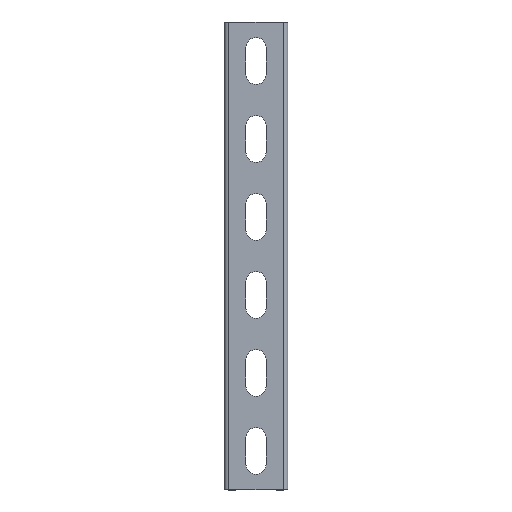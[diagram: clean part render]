
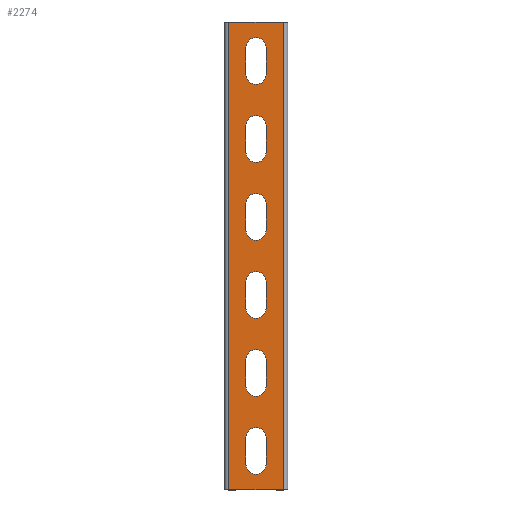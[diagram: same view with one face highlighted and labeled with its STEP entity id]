
A CAD part, top view. The second image highlights one B-rep face of the part: STEP entity #2274.
In plain terms, the highlighted planar face has unit normal (0, 0, 1).
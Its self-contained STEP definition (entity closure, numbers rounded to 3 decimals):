
#389=DIRECTION('',(0.,-1.,0.));
#390=VECTOR('',#389,300.);
#391=CARTESIAN_POINT('',(17.5,150.,20.5));
#392=LINE('',#391,#390);
#393=DIRECTION('',(0.,-1.,0.));
#394=VECTOR('',#393,300.);
#395=CARTESIAN_POINT('',(-17.5,150.,20.5));
#396=LINE('',#395,#394);
#397=DIRECTION('',(0.,-1.,0.));
#398=VECTOR('',#397,17.);
#399=CARTESIAN_POINT('',(-6.5,-116.5,20.5));
#400=LINE('',#399,#398);
#401=CARTESIAN_POINT('',(0.,-133.5,20.5));
#402=DIRECTION('',(0.,0.,-1.));
#403=DIRECTION('',(1.,0.,0.));
#404=AXIS2_PLACEMENT_3D('',#401,#402,#403);
#406=DIRECTION('',(0.,1.,0.));
#407=VECTOR('',#406,17.);
#408=CARTESIAN_POINT('',(6.5,-133.5,20.5));
#409=LINE('',#408,#407);
#410=CARTESIAN_POINT('',(0.,-116.5,20.5));
#411=DIRECTION('',(0.,0.,-1.));
#412=DIRECTION('',(-1.,0.,0.));
#413=AXIS2_PLACEMENT_3D('',#410,#411,#412);
#415=DIRECTION('',(0.,-1.,0.));
#416=VECTOR('',#415,17.);
#417=CARTESIAN_POINT('',(-6.5,-66.5,20.5));
#418=LINE('',#417,#416);
#419=CARTESIAN_POINT('',(0.,-83.5,20.5));
#420=DIRECTION('',(0.,0.,-1.));
#421=DIRECTION('',(1.,0.,0.));
#422=AXIS2_PLACEMENT_3D('',#419,#420,#421);
#424=DIRECTION('',(0.,1.,0.));
#425=VECTOR('',#424,17.);
#426=CARTESIAN_POINT('',(6.5,-83.5,20.5));
#427=LINE('',#426,#425);
#428=CARTESIAN_POINT('',(0.,-66.5,20.5));
#429=DIRECTION('',(0.,0.,-1.));
#430=DIRECTION('',(-1.,0.,0.));
#431=AXIS2_PLACEMENT_3D('',#428,#429,#430);
#433=DIRECTION('',(0.,-1.,0.));
#434=VECTOR('',#433,17.);
#435=CARTESIAN_POINT('',(-6.5,-16.5,20.5));
#436=LINE('',#435,#434);
#437=CARTESIAN_POINT('',(0.,-33.5,20.5));
#438=DIRECTION('',(0.,0.,-1.));
#439=DIRECTION('',(1.,0.,0.));
#440=AXIS2_PLACEMENT_3D('',#437,#438,#439);
#442=DIRECTION('',(0.,1.,0.));
#443=VECTOR('',#442,17.);
#444=CARTESIAN_POINT('',(6.5,-33.5,20.5));
#445=LINE('',#444,#443);
#446=CARTESIAN_POINT('',(0.,-16.5,20.5));
#447=DIRECTION('',(0.,0.,-1.));
#448=DIRECTION('',(-1.,0.,0.));
#449=AXIS2_PLACEMENT_3D('',#446,#447,#448);
#451=DIRECTION('',(0.,-1.,0.));
#452=VECTOR('',#451,17.);
#453=CARTESIAN_POINT('',(-6.5,33.5,20.5));
#454=LINE('',#453,#452);
#455=CARTESIAN_POINT('',(0.,16.5,20.5));
#456=DIRECTION('',(0.,0.,-1.));
#457=DIRECTION('',(1.,0.,0.));
#458=AXIS2_PLACEMENT_3D('',#455,#456,#457);
#460=DIRECTION('',(0.,1.,0.));
#461=VECTOR('',#460,17.);
#462=CARTESIAN_POINT('',(6.5,16.5,20.5));
#463=LINE('',#462,#461);
#464=CARTESIAN_POINT('',(0.,33.5,20.5));
#465=DIRECTION('',(0.,0.,-1.));
#466=DIRECTION('',(-1.,0.,0.));
#467=AXIS2_PLACEMENT_3D('',#464,#465,#466);
#469=DIRECTION('',(0.,-1.,0.));
#470=VECTOR('',#469,17.);
#471=CARTESIAN_POINT('',(-6.5,83.5,20.5));
#472=LINE('',#471,#470);
#473=CARTESIAN_POINT('',(0.,66.5,20.5));
#474=DIRECTION('',(0.,0.,-1.));
#475=DIRECTION('',(1.,0.,0.));
#476=AXIS2_PLACEMENT_3D('',#473,#474,#475);
#478=DIRECTION('',(0.,1.,0.));
#479=VECTOR('',#478,17.);
#480=CARTESIAN_POINT('',(6.5,66.5,20.5));
#481=LINE('',#480,#479);
#482=CARTESIAN_POINT('',(0.,83.5,20.5));
#483=DIRECTION('',(0.,0.,-1.));
#484=DIRECTION('',(-1.,0.,0.));
#485=AXIS2_PLACEMENT_3D('',#482,#483,#484);
#487=DIRECTION('',(0.,-1.,0.));
#488=VECTOR('',#487,17.);
#489=CARTESIAN_POINT('',(-6.5,133.5,20.5));
#490=LINE('',#489,#488);
#491=CARTESIAN_POINT('',(0.,116.5,20.5));
#492=DIRECTION('',(0.,0.,-1.));
#493=DIRECTION('',(1.,0.,0.));
#494=AXIS2_PLACEMENT_3D('',#491,#492,#493);
#496=DIRECTION('',(0.,1.,0.));
#497=VECTOR('',#496,17.);
#498=CARTESIAN_POINT('',(6.5,116.5,20.5));
#499=LINE('',#498,#497);
#500=CARTESIAN_POINT('',(0.,133.5,20.5));
#501=DIRECTION('',(0.,0.,-1.));
#502=DIRECTION('',(-1.,0.,0.));
#503=AXIS2_PLACEMENT_3D('',#500,#501,#502);
#513=DIRECTION('',(1.,0.,0.));
#514=VECTOR('',#513,35.);
#515=CARTESIAN_POINT('',(-17.5,-150.,20.5));
#516=LINE('',#515,#514);
#655=DIRECTION('',(1.,0.,0.));
#656=VECTOR('',#655,35.);
#657=CARTESIAN_POINT('',(-17.5,150.,20.5));
#658=LINE('',#657,#656);
#1425=CARTESIAN_POINT('',(17.5,150.,20.5));
#1426=CARTESIAN_POINT('',(17.5,-150.,20.5));
#1427=VERTEX_POINT('',#1425);
#1428=VERTEX_POINT('',#1426);
#1437=CARTESIAN_POINT('',(-17.5,150.,20.5));
#1438=CARTESIAN_POINT('',(-17.5,-150.,20.5));
#1439=VERTEX_POINT('',#1437);
#1440=VERTEX_POINT('',#1438);
#1505=CARTESIAN_POINT('',(-6.5,-116.5,20.5));
#1506=CARTESIAN_POINT('',(-6.5,-133.5,20.5));
#1507=VERTEX_POINT('',#1505);
#1508=VERTEX_POINT('',#1506);
#1509=CARTESIAN_POINT('',(6.5,-133.5,20.5));
#1510=VERTEX_POINT('',#1509);
#1511=CARTESIAN_POINT('',(6.5,-116.5,20.5));
#1512=VERTEX_POINT('',#1511);
#1521=CARTESIAN_POINT('',(-6.5,-66.5,20.5));
#1522=CARTESIAN_POINT('',(-6.5,-83.5,20.5));
#1523=VERTEX_POINT('',#1521);
#1524=VERTEX_POINT('',#1522);
#1525=CARTESIAN_POINT('',(6.5,-83.5,20.5));
#1526=VERTEX_POINT('',#1525);
#1527=CARTESIAN_POINT('',(6.5,-66.5,20.5));
#1528=VERTEX_POINT('',#1527);
#1537=CARTESIAN_POINT('',(-6.5,-16.5,20.5));
#1538=CARTESIAN_POINT('',(-6.5,-33.5,20.5));
#1539=VERTEX_POINT('',#1537);
#1540=VERTEX_POINT('',#1538);
#1541=CARTESIAN_POINT('',(6.5,-33.5,20.5));
#1542=VERTEX_POINT('',#1541);
#1543=CARTESIAN_POINT('',(6.5,-16.5,20.5));
#1544=VERTEX_POINT('',#1543);
#1553=CARTESIAN_POINT('',(-6.5,33.5,20.5));
#1554=CARTESIAN_POINT('',(-6.5,16.5,20.5));
#1555=VERTEX_POINT('',#1553);
#1556=VERTEX_POINT('',#1554);
#1557=CARTESIAN_POINT('',(6.5,16.5,20.5));
#1558=VERTEX_POINT('',#1557);
#1559=CARTESIAN_POINT('',(6.5,33.5,20.5));
#1560=VERTEX_POINT('',#1559);
#1697=CARTESIAN_POINT('',(-6.5,83.5,20.5));
#1698=CARTESIAN_POINT('',(-6.5,66.5,20.5));
#1699=VERTEX_POINT('',#1697);
#1700=VERTEX_POINT('',#1698);
#1701=CARTESIAN_POINT('',(6.5,66.5,20.5));
#1702=VERTEX_POINT('',#1701);
#1703=CARTESIAN_POINT('',(6.5,83.5,20.5));
#1704=VERTEX_POINT('',#1703);
#1713=CARTESIAN_POINT('',(-6.5,133.5,20.5));
#1714=CARTESIAN_POINT('',(-6.5,116.5,20.5));
#1715=VERTEX_POINT('',#1713);
#1716=VERTEX_POINT('',#1714);
#1717=CARTESIAN_POINT('',(6.5,116.5,20.5));
#1718=VERTEX_POINT('',#1717);
#1719=CARTESIAN_POINT('',(6.5,133.5,20.5));
#1720=VERTEX_POINT('',#1719);
#2200=CARTESIAN_POINT('',(-20.5,-150.,20.5));
#2201=DIRECTION('',(0.,0.,1.));
#2202=DIRECTION('',(1.,0.,0.));
#2203=AXIS2_PLACEMENT_3D('',#2200,#2201,#2202);
#2204=PLANE('',#2203);
#2205=ORIENTED_EDGE('',*,*,#2191,.T.);
#2207=ORIENTED_EDGE('',*,*,#2206,.F.);
#2209=ORIENTED_EDGE('',*,*,#2208,.F.);
#2211=ORIENTED_EDGE('',*,*,#2210,.T.);
#2212=EDGE_LOOP('',(#2205,#2207,#2209,#2211));
#2213=FACE_OUTER_BOUND('',#2212,.F.);
#2215=ORIENTED_EDGE('',*,*,#2214,.T.);
#2217=ORIENTED_EDGE('',*,*,#2216,.F.);
#2219=ORIENTED_EDGE('',*,*,#2218,.T.);
#2221=ORIENTED_EDGE('',*,*,#2220,.F.);
#2222=EDGE_LOOP('',(#2215,#2217,#2219,#2221));
#2223=FACE_BOUND('',#2222,.F.);
#2225=ORIENTED_EDGE('',*,*,#2224,.T.);
#2227=ORIENTED_EDGE('',*,*,#2226,.F.);
#2229=ORIENTED_EDGE('',*,*,#2228,.T.);
#2231=ORIENTED_EDGE('',*,*,#2230,.F.);
#2232=EDGE_LOOP('',(#2225,#2227,#2229,#2231));
#2233=FACE_BOUND('',#2232,.F.);
#2235=ORIENTED_EDGE('',*,*,#2234,.T.);
#2237=ORIENTED_EDGE('',*,*,#2236,.F.);
#2239=ORIENTED_EDGE('',*,*,#2238,.T.);
#2241=ORIENTED_EDGE('',*,*,#2240,.F.);
#2242=EDGE_LOOP('',(#2235,#2237,#2239,#2241));
#2243=FACE_BOUND('',#2242,.F.);
#2245=ORIENTED_EDGE('',*,*,#2244,.T.);
#2247=ORIENTED_EDGE('',*,*,#2246,.F.);
#2249=ORIENTED_EDGE('',*,*,#2248,.T.);
#2251=ORIENTED_EDGE('',*,*,#2250,.F.);
#2252=EDGE_LOOP('',(#2245,#2247,#2249,#2251));
#2253=FACE_BOUND('',#2252,.F.);
#2255=ORIENTED_EDGE('',*,*,#2254,.T.);
#2257=ORIENTED_EDGE('',*,*,#2256,.F.);
#2259=ORIENTED_EDGE('',*,*,#2258,.T.);
#2261=ORIENTED_EDGE('',*,*,#2260,.F.);
#2262=EDGE_LOOP('',(#2255,#2257,#2259,#2261));
#2263=FACE_BOUND('',#2262,.F.);
#2265=ORIENTED_EDGE('',*,*,#2264,.T.);
#2267=ORIENTED_EDGE('',*,*,#2266,.F.);
#2269=ORIENTED_EDGE('',*,*,#2268,.T.);
#2271=ORIENTED_EDGE('',*,*,#2270,.F.);
#2272=EDGE_LOOP('',(#2265,#2267,#2269,#2271));
#2273=FACE_BOUND('',#2272,.F.);
#2274=ADVANCED_FACE('',(#2213,#2223,#2233,#2243,#2253,#2263,#2273),#2204,.T.);
#405=CIRCLE('',#404,6.5);
#414=CIRCLE('',#413,6.5);
#423=CIRCLE('',#422,6.5);
#432=CIRCLE('',#431,6.5);
#441=CIRCLE('',#440,6.5);
#450=CIRCLE('',#449,6.5);
#459=CIRCLE('',#458,6.5);
#468=CIRCLE('',#467,6.5);
#477=CIRCLE('',#476,6.5);
#486=CIRCLE('',#485,6.5);
#495=CIRCLE('',#494,6.5);
#504=CIRCLE('',#503,6.5);
#2191=EDGE_CURVE('',#1427,#1428,#392,.T.);
#2206=EDGE_CURVE('',#1440,#1428,#516,.T.);
#2208=EDGE_CURVE('',#1439,#1440,#396,.T.);
#2210=EDGE_CURVE('',#1439,#1427,#658,.T.);
#2214=EDGE_CURVE('',#1507,#1508,#400,.T.);
#2216=EDGE_CURVE('',#1510,#1508,#405,.T.);
#2218=EDGE_CURVE('',#1510,#1512,#409,.T.);
#2220=EDGE_CURVE('',#1507,#1512,#414,.T.);
#2224=EDGE_CURVE('',#1523,#1524,#418,.T.);
#2226=EDGE_CURVE('',#1526,#1524,#423,.T.);
#2228=EDGE_CURVE('',#1526,#1528,#427,.T.);
#2230=EDGE_CURVE('',#1523,#1528,#432,.T.);
#2234=EDGE_CURVE('',#1539,#1540,#436,.T.);
#2236=EDGE_CURVE('',#1542,#1540,#441,.T.);
#2238=EDGE_CURVE('',#1542,#1544,#445,.T.);
#2240=EDGE_CURVE('',#1539,#1544,#450,.T.);
#2244=EDGE_CURVE('',#1555,#1556,#454,.T.);
#2246=EDGE_CURVE('',#1558,#1556,#459,.T.);
#2248=EDGE_CURVE('',#1558,#1560,#463,.T.);
#2250=EDGE_CURVE('',#1555,#1560,#468,.T.);
#2254=EDGE_CURVE('',#1699,#1700,#472,.T.);
#2256=EDGE_CURVE('',#1702,#1700,#477,.T.);
#2258=EDGE_CURVE('',#1702,#1704,#481,.T.);
#2260=EDGE_CURVE('',#1699,#1704,#486,.T.);
#2264=EDGE_CURVE('',#1715,#1716,#490,.T.);
#2266=EDGE_CURVE('',#1718,#1716,#495,.T.);
#2268=EDGE_CURVE('',#1718,#1720,#499,.T.);
#2270=EDGE_CURVE('',#1715,#1720,#504,.T.);
